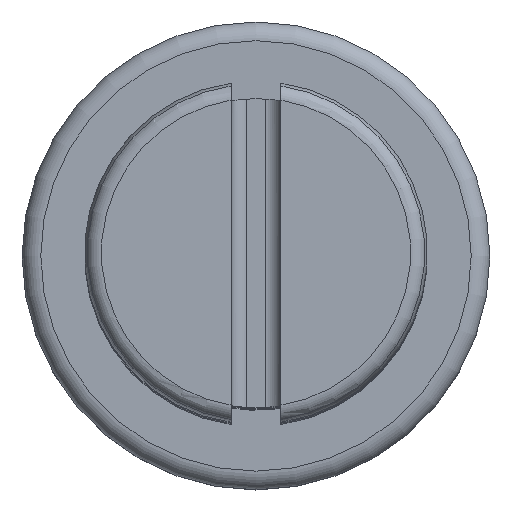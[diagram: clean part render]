
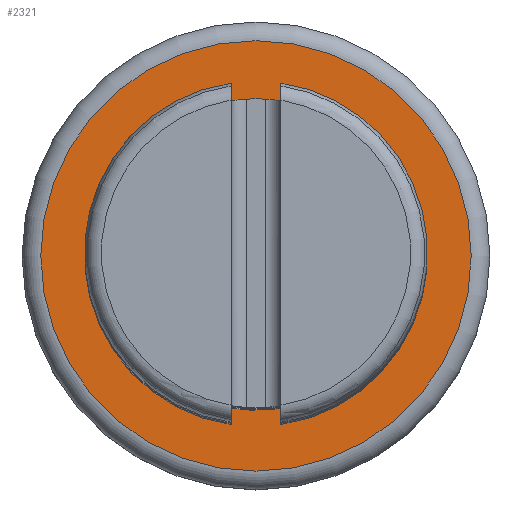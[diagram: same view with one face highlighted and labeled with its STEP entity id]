
A CAD part, top view. The second image highlights one B-rep face of the part: STEP entity #2321.
In plain terms, the highlighted planar face has unit normal (0, 0, 1).
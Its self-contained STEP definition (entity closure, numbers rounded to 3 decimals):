
#75=PLANE('',#2509);
#495=CIRCLE('',#2507,3.45);
#497=CIRCLE('',#2510,2.475);
#733=ORIENTED_EDGE('',*,*,#1397,.T.);
#734=ORIENTED_EDGE('',*,*,#1399,.T.);
#1397=EDGE_CURVE('',#1715,#1715,#495,.T.);
#1399=EDGE_CURVE('',#1717,#1717,#497,.T.);
#1715=VERTEX_POINT('',#3688);
#1717=VERTEX_POINT('',#3693);
#2028=EDGE_LOOP('',(#733));
#2029=EDGE_LOOP('',(#734));
#2166=FACE_BOUND('',#2028,.T.);
#2167=FACE_BOUND('',#2029,.T.);
#2321=ADVANCED_FACE('',(#2166,#2167),#75,.F.);
#2507=AXIS2_PLACEMENT_3D('',#3687,#2862,#2863);
#2509=AXIS2_PLACEMENT_3D('',#3691,#2866,#2867);
#2510=AXIS2_PLACEMENT_3D('',#3692,#2868,#2869);
#2862=DIRECTION('',(0.,0.,1.));
#2863=DIRECTION('',(1.,0.,0.));
#2866=DIRECTION('',(0.,0.,-1.));
#2867=DIRECTION('',(1.,0.,0.));
#2868=DIRECTION('',(0.,0.,-1.));
#2869=DIRECTION('',(-1.,0.,0.));
#3687=CARTESIAN_POINT('',(0.,0.,0.862));
#3688=CARTESIAN_POINT('',(3.45,0.,0.862));
#3691=CARTESIAN_POINT('',(0.,2.638,0.862));
#3692=CARTESIAN_POINT('',(0.,0.,0.862));
#3693=CARTESIAN_POINT('',(-2.475,0.,0.862));
